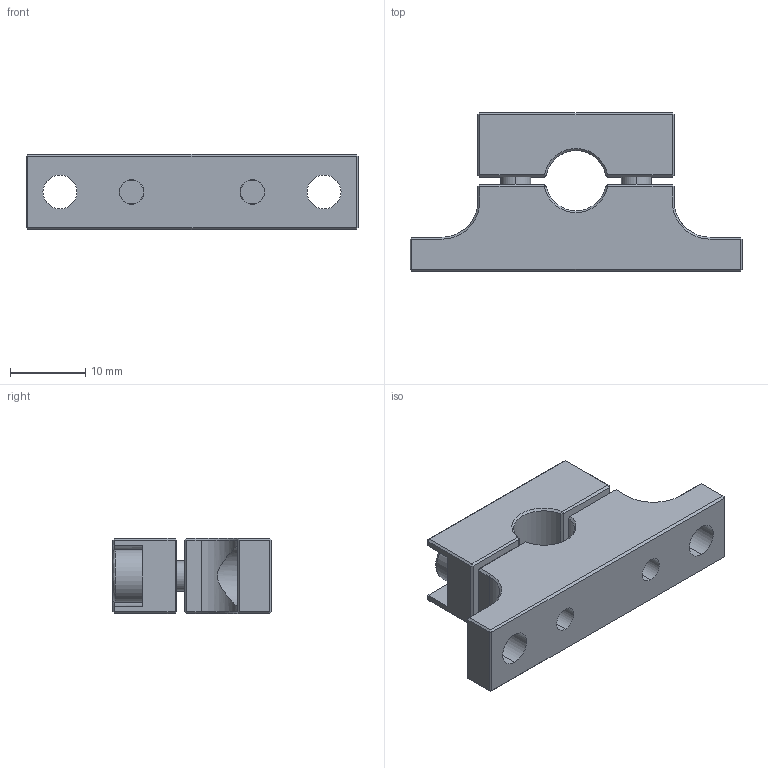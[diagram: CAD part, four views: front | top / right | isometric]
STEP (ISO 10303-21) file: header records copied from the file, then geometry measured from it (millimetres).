
FILE_DESCRIPTION (( 'STEP AP214' ), '1' );
FILE_NAME ('TMSSL-08M.step', '2017-08-09T17:57:19', ( '' ), ( '' ), 'SwSTEP 2.0', 'SolidWorks 2017', '' );
FILE_SCHEMA (( 'AUTOMOTIVE_DESIGN' ));
Length unit declared in the file: inch
Products named in the file (1): TMSSL-08M
Bounding box: 44 x 21.01 x 10 mm (x, y, z)
Volume: 5160.2 mm3; surface area: 3968.2 mm2
Topology: 4 solids, 4 shells, 185 faces, 409 edges, 232 vertices
Faces by surface type: plane 114, cylinder 33, bspline 20, cone 18
Entity records: 8687 total; most frequent: CARTESIAN_POINT 2349, ORIENTED_EDGE 810, DIRECTION 733, EDGE_CURVE 405, VECTOR 265, LINE 265, AXIS2_PLACEMENT_3D 234, VERTEX_POINT 232
